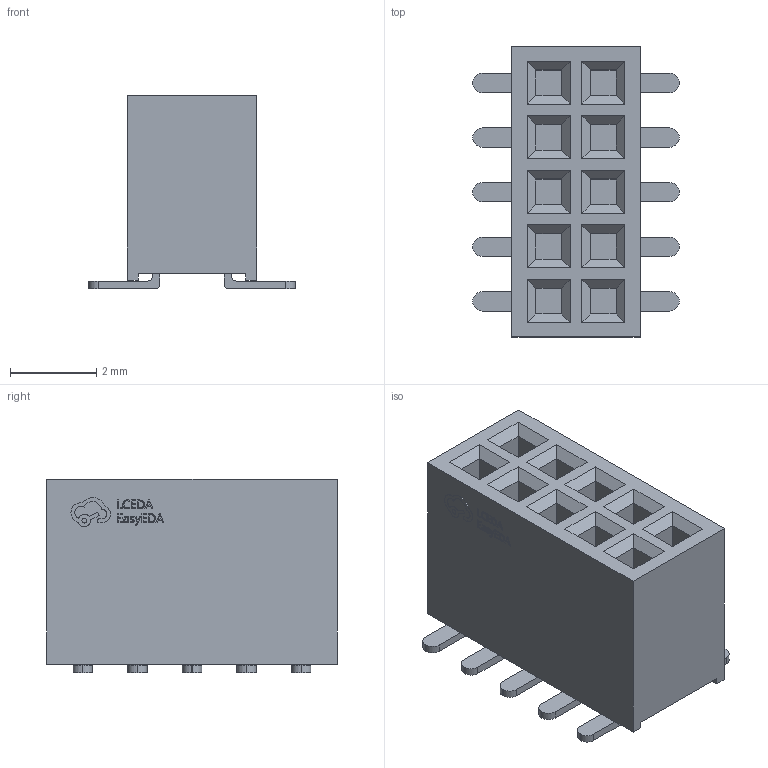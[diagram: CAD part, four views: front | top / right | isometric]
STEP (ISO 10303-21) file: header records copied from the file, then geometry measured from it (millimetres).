
FILE_DESCRIPTION (( 'STEP AP214' ), '1' );
FILE_NAME ('HDR-SMD_10P-P1.27-V-F-R2-C5-LS4.8.STEP', '2024-06-27T07:32:23', ( '' ), ( '' ), 'SwSTEP 2.0', 'SolidWorks 2022', '' );
FILE_SCHEMA (( 'AUTOMOTIVE_DESIGN' ));
Length unit declared in the file: millimetre
Products named in the file (1): HDR-SMD_10P-P1.27-V-F-R2-C5-LS4.8
Bounding box: 4.8 x 6.75 x 4.5 mm (x, y, z)
Volume: 71 mm3; surface area: 242.6 mm2
Topology: 1 solids, 1 shells, 494 faces, 1298 edges, 852 vertices
Faces by surface type: plane 340, bspline 114, cylinder 40
Entity records: 21946 total; most frequent: CARTESIAN_POINT 5007, ORIENTED_EDGE 2596, DIRECTION 1908, EDGE_CURVE 1298, VECTOR 986, LINE 986, VERTEX_POINT 852, EDGE_LOOP 540
